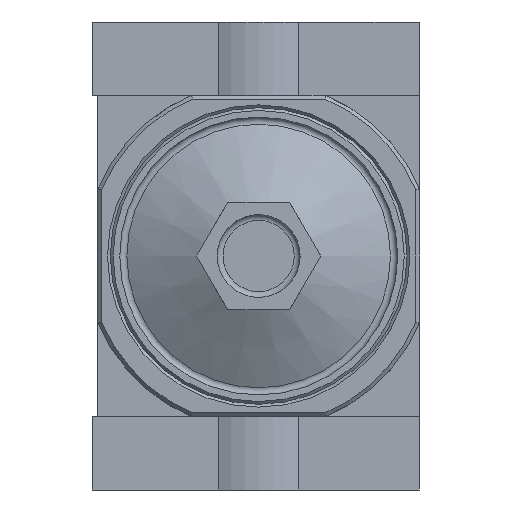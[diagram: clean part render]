
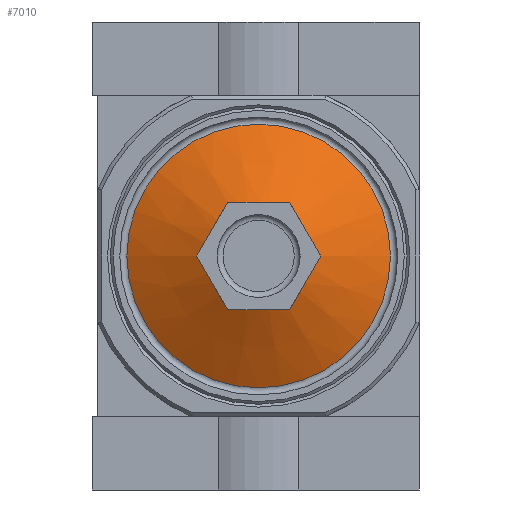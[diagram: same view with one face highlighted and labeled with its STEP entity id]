
A CAD part, front view. The second image highlights one B-rep face of the part: STEP entity #7010.
In plain terms, the highlighted conical face has half-angle 62 degrees and reference radius 27.03 mm.
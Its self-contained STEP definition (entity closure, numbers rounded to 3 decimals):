
#122=CONICAL_SURFACE('',#7496,27.031,1.082);
#254=B_SPLINE_CURVE_WITH_KNOTS('',3,(#10585,#10586,#10587,#10588,#10589,
#10590),.UNSPECIFIED.,.F.,.F.,(4,1,1,4),(0.,0.006,
0.01,0.013),.UNSPECIFIED.);
#255=B_SPLINE_CURVE_WITH_KNOTS('',3,(#10593,#10594,#10595,#10596,#10597,
#10598),.UNSPECIFIED.,.F.,.F.,(4,1,1,4),(0.016,0.023,
0.026,0.029),.UNSPECIFIED.);
#256=B_SPLINE_CURVE_WITH_KNOTS('',3,(#10600,#10601,#10602,#10603,#10604,
#10605),.UNSPECIFIED.,.F.,.F.,(4,1,1,4),(0.,0.006,
0.01,0.013),.UNSPECIFIED.);
#257=B_SPLINE_CURVE_WITH_KNOTS('',3,(#10607,#10608,#10609,#10610,#10611,
#10612),.UNSPECIFIED.,.F.,.F.,(4,1,1,4),(0.,0.006,
0.01,0.013),.UNSPECIFIED.);
#258=B_SPLINE_CURVE_WITH_KNOTS('',3,(#10614,#10615,#10616,#10617,#10618,
#10619),.UNSPECIFIED.,.F.,.F.,(4,1,1,4),(0.016,0.023,
0.026,0.029),.UNSPECIFIED.);
#259=B_SPLINE_CURVE_WITH_KNOTS('',3,(#10621,#10622,#10623,#10624,#10625,
#10626),.UNSPECIFIED.,.F.,.F.,(4,1,1,4),(0.,0.006,
0.01,0.013),.UNSPECIFIED.);
#1486=ORIENTED_EDGE('',*,*,#2924,.F.);
#1487=ORIENTED_EDGE('',*,*,#2925,.F.);
#1488=ORIENTED_EDGE('',*,*,#2926,.F.);
#1489=ORIENTED_EDGE('',*,*,#2927,.F.);
#1490=ORIENTED_EDGE('',*,*,#2928,.F.);
#1491=ORIENTED_EDGE('',*,*,#2929,.F.);
#1492=ORIENTED_EDGE('',*,*,#2930,.T.);
#2924=EDGE_CURVE('',#3618,#3619,#254,.T.);
#2925=EDGE_CURVE('',#3620,#3618,#255,.T.);
#2926=EDGE_CURVE('',#3621,#3620,#256,.T.);
#2927=EDGE_CURVE('',#3622,#3621,#257,.T.);
#2928=EDGE_CURVE('',#3623,#3622,#258,.T.);
#2929=EDGE_CURVE('',#3619,#3623,#259,.T.);
#2930=EDGE_CURVE('',#3624,#3624,#4086,.T.);
#3618=VERTEX_POINT('',#10591);
#3619=VERTEX_POINT('',#10592);
#3620=VERTEX_POINT('',#10599);
#3621=VERTEX_POINT('',#10606);
#3622=VERTEX_POINT('',#10613);
#3623=VERTEX_POINT('',#10620);
#3624=VERTEX_POINT('',#10628);
#4086=CIRCLE('',#7497,27.031);
#4381=EDGE_LOOP('',(#1486,#1487,#1488,#1489,#1490,#1491));
#4382=EDGE_LOOP('',(#1492));
#4892=FACE_BOUND('',#4381,.T.);
#4893=FACE_BOUND('',#4382,.T.);
#7010=ADVANCED_FACE('',(#4892,#4893),#122,.T.);
#7496=AXIS2_PLACEMENT_3D('',#10584,#8481,#8482);
#7497=AXIS2_PLACEMENT_3D('',#10627,#8483,#8484);
#8481=DIRECTION('',(0.,1.,0.));
#8482=DIRECTION('',(0.,0.,1.));
#8483=DIRECTION('',(0.,-1.,0.));
#8484=DIRECTION('',(0.,0.,-1.));
#10584=CARTESIAN_POINT('',(0.,-28.876,0.));
#10585=CARTESIAN_POINT('',(11.,-36.495,6.351));
#10586=CARTESIAN_POINT('',(9.198,-37.048,7.391));
#10587=CARTESIAN_POINT('',(6.446,-37.574,8.98));
#10588=CARTESIAN_POINT('',(2.713,-37.228,11.135));
#10589=CARTESIAN_POINT('',(0.902,-36.772,12.181));
#10590=CARTESIAN_POINT('',(0.,-36.495,12.702));
#10591=CARTESIAN_POINT('',(11.,-36.495,6.351));
#10592=CARTESIAN_POINT('',(0.,-36.495,12.702));
#10593=CARTESIAN_POINT('',(11.,-36.495,-6.351));
#10594=CARTESIAN_POINT('',(11.,-37.046,-4.278));
#10595=CARTESIAN_POINT('',(11.,-37.574,-1.115));
#10596=CARTESIAN_POINT('',(11.,-37.227,3.23));
#10597=CARTESIAN_POINT('',(11.,-36.771,5.315));
#10598=CARTESIAN_POINT('',(11.,-36.495,6.351));
#10599=CARTESIAN_POINT('',(11.,-36.495,-6.351));
#10600=CARTESIAN_POINT('',(0.,-36.495,-12.702));
#10601=CARTESIAN_POINT('',(1.802,-37.048,-11.662));
#10602=CARTESIAN_POINT('',(4.554,-37.574,-10.073));
#10603=CARTESIAN_POINT('',(8.287,-37.228,-7.917));
#10604=CARTESIAN_POINT('',(10.098,-36.772,-6.871));
#10605=CARTESIAN_POINT('',(11.,-36.495,-6.351));
#10606=CARTESIAN_POINT('',(0.,-36.495,-12.702));
#10607=CARTESIAN_POINT('',(-11.,-36.495,-6.351));
#10608=CARTESIAN_POINT('',(-9.198,-37.048,-7.391));
#10609=CARTESIAN_POINT('',(-6.446,-37.574,-8.98));
#10610=CARTESIAN_POINT('',(-2.713,-37.228,-11.135));
#10611=CARTESIAN_POINT('',(-0.902,-36.772,-12.181));
#10612=CARTESIAN_POINT('',(0.,-36.495,-12.702));
#10613=CARTESIAN_POINT('',(-11.,-36.495,-6.351));
#10614=CARTESIAN_POINT('',(-11.,-36.495,6.351));
#10615=CARTESIAN_POINT('',(-11.,-37.046,4.278));
#10616=CARTESIAN_POINT('',(-11.,-37.574,1.115));
#10617=CARTESIAN_POINT('',(-11.,-37.227,-3.23));
#10618=CARTESIAN_POINT('',(-11.,-36.771,-5.315));
#10619=CARTESIAN_POINT('',(-11.,-36.495,-6.351));
#10620=CARTESIAN_POINT('',(-11.,-36.495,6.351));
#10621=CARTESIAN_POINT('',(0.,-36.495,12.702));
#10622=CARTESIAN_POINT('',(-1.802,-37.048,11.662));
#10623=CARTESIAN_POINT('',(-4.554,-37.574,10.073));
#10624=CARTESIAN_POINT('',(-8.287,-37.228,7.917));
#10625=CARTESIAN_POINT('',(-10.098,-36.772,6.871));
#10626=CARTESIAN_POINT('',(-11.,-36.495,6.351));
#10627=CARTESIAN_POINT('',(0.,-28.876,0.));
#10628=CARTESIAN_POINT('',(0.,-28.876,-27.031));
